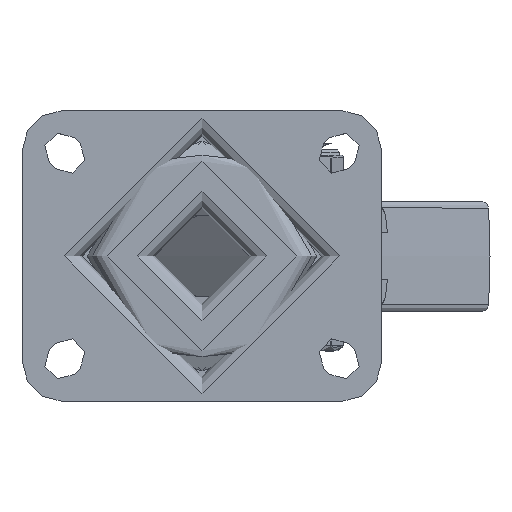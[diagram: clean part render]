
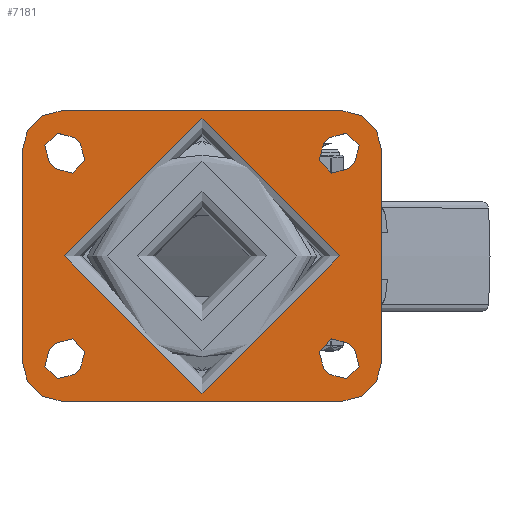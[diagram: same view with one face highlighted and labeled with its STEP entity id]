
A CAD part, top view. The second image highlights one B-rep face of the part: STEP entity #7181.
In plain terms, the highlighted planar face has unit normal (0, 0, 1).
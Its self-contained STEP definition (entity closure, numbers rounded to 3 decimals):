
#537=FACE_BOUND('',#2466,.T.);
#538=FACE_BOUND('',#2467,.T.);
#539=FACE_BOUND('',#2468,.T.);
#540=FACE_BOUND('',#2469,.T.);
#541=FACE_BOUND('',#2470,.T.);
#596=PLANE('',#7829);
#807=LINE('',#10938,#1336);
#808=LINE('',#10939,#1337);
#809=LINE('',#10940,#1338);
#810=LINE('',#10941,#1339);
#811=LINE('',#10942,#1340);
#812=LINE('',#10943,#1341);
#813=LINE('',#10944,#1342);
#814=LINE('',#10945,#1343);
#815=LINE('',#10946,#1344);
#816=LINE('',#10947,#1345);
#817=LINE('',#10948,#1346);
#818=LINE('',#10949,#1347);
#1336=VECTOR('',#8773,1000.);
#1337=VECTOR('',#8774,1000.);
#1338=VECTOR('',#8775,1000.);
#1339=VECTOR('',#8776,1000.);
#1340=VECTOR('',#8777,1000.);
#1341=VECTOR('',#8778,1000.);
#1342=VECTOR('',#8779,1000.);
#1343=VECTOR('',#8780,1000.);
#1344=VECTOR('',#8781,1000.);
#1345=VECTOR('',#8782,1000.);
#1346=VECTOR('',#8783,1000.);
#1347=VECTOR('',#8784,1000.);
#2027=FACE_OUTER_BOUND('',#2465,.T.);
#2465=EDGE_LOOP('',(#5116,#5117,#5118,#5119,#5120,#5121,#5122,#5123));
#2466=EDGE_LOOP('',(#5124));
#2467=EDGE_LOOP('',(#5125,#5126,#5127,#5128));
#2468=EDGE_LOOP('',(#5129,#5130,#5131,#5132));
#2469=EDGE_LOOP('',(#5133,#5134,#5135,#5136));
#2470=EDGE_LOOP('',(#5137,#5138,#5139,#5140));
#2929=CIRCLE('',#7753,5.125);
#2930=CIRCLE('',#7755,5.125);
#2933=CIRCLE('',#7759,5.125);
#2934=CIRCLE('',#7761,5.125);
#2936=CIRCLE('',#7764,5.125);
#2939=CIRCLE('',#7768,5.125);
#2940=CIRCLE('',#7770,5.125);
#2943=CIRCLE('',#7774,5.125);
#2944=CIRCLE('',#7776,12.);
#2946=CIRCLE('',#7779,12.);
#2948=CIRCLE('',#7782,12.);
#2950=CIRCLE('',#7785,12.);
#2953=CIRCLE('',#7790,40.);
#3279=VERTEX_POINT('',#10767);
#3280=VERTEX_POINT('',#10769);
#3281=VERTEX_POINT('',#10773);
#3282=VERTEX_POINT('',#10774);
#3287=VERTEX_POINT('',#10785);
#3288=VERTEX_POINT('',#10787);
#3289=VERTEX_POINT('',#10791);
#3290=VERTEX_POINT('',#10792);
#3293=VERTEX_POINT('',#10800);
#3294=VERTEX_POINT('',#10801);
#3299=VERTEX_POINT('',#10812);
#3300=VERTEX_POINT('',#10814);
#3301=VERTEX_POINT('',#10818);
#3302=VERTEX_POINT('',#10819);
#3307=VERTEX_POINT('',#10830);
#3308=VERTEX_POINT('',#10832);
#3309=VERTEX_POINT('',#10836);
#3310=VERTEX_POINT('',#10837);
#3313=VERTEX_POINT('',#10845);
#3314=VERTEX_POINT('',#10846);
#3317=VERTEX_POINT('',#10854);
#3318=VERTEX_POINT('',#10855);
#3321=VERTEX_POINT('',#10863);
#3322=VERTEX_POINT('',#10864);
#3326=VERTEX_POINT('',#10876);
#3946=EDGE_CURVE('',#3280,#3279,#2929,.T.);
#3948=EDGE_CURVE('',#3281,#3282,#2930,.T.);
#3954=EDGE_CURVE('',#3288,#3287,#2933,.T.);
#3956=EDGE_CURVE('',#3289,#3290,#2934,.T.);
#3960=EDGE_CURVE('',#3293,#3294,#2936,.T.);
#3966=EDGE_CURVE('',#3300,#3299,#2939,.T.);
#3968=EDGE_CURVE('',#3301,#3302,#2940,.T.);
#3974=EDGE_CURVE('',#3308,#3307,#2943,.T.);
#3976=EDGE_CURVE('',#3309,#3310,#2944,.T.);
#3980=EDGE_CURVE('',#3313,#3314,#2946,.T.);
#3984=EDGE_CURVE('',#3317,#3318,#2948,.T.);
#3988=EDGE_CURVE('',#3321,#3322,#2950,.T.);
#3994=EDGE_CURVE('',#3326,#3326,#2953,.T.);
#4023=EDGE_CURVE('',#3318,#3321,#807,.T.);
#4024=EDGE_CURVE('',#3314,#3317,#808,.T.);
#4025=EDGE_CURVE('',#3310,#3313,#809,.T.);
#4026=EDGE_CURVE('',#3322,#3309,#810,.T.);
#4027=EDGE_CURVE('',#3302,#3308,#811,.T.);
#4028=EDGE_CURVE('',#3307,#3301,#812,.T.);
#4029=EDGE_CURVE('',#3294,#3300,#813,.T.);
#4030=EDGE_CURVE('',#3299,#3293,#814,.T.);
#4031=EDGE_CURVE('',#3287,#3289,#815,.T.);
#4032=EDGE_CURVE('',#3290,#3288,#816,.T.);
#4033=EDGE_CURVE('',#3279,#3281,#817,.T.);
#4034=EDGE_CURVE('',#3282,#3280,#818,.T.);
#5116=ORIENTED_EDGE('',*,*,#3988,.F.);
#5117=ORIENTED_EDGE('',*,*,#4023,.F.);
#5118=ORIENTED_EDGE('',*,*,#3984,.F.);
#5119=ORIENTED_EDGE('',*,*,#4024,.F.);
#5120=ORIENTED_EDGE('',*,*,#3980,.F.);
#5121=ORIENTED_EDGE('',*,*,#4025,.F.);
#5122=ORIENTED_EDGE('',*,*,#3976,.F.);
#5123=ORIENTED_EDGE('',*,*,#4026,.F.);
#5124=ORIENTED_EDGE('',*,*,#3994,.F.);
#5125=ORIENTED_EDGE('',*,*,#4027,.T.);
#5126=ORIENTED_EDGE('',*,*,#3974,.T.);
#5127=ORIENTED_EDGE('',*,*,#4028,.T.);
#5128=ORIENTED_EDGE('',*,*,#3968,.T.);
#5129=ORIENTED_EDGE('',*,*,#4029,.T.);
#5130=ORIENTED_EDGE('',*,*,#3966,.T.);
#5131=ORIENTED_EDGE('',*,*,#4030,.T.);
#5132=ORIENTED_EDGE('',*,*,#3960,.T.);
#5133=ORIENTED_EDGE('',*,*,#4031,.T.);
#5134=ORIENTED_EDGE('',*,*,#3956,.T.);
#5135=ORIENTED_EDGE('',*,*,#4032,.T.);
#5136=ORIENTED_EDGE('',*,*,#3954,.T.);
#5137=ORIENTED_EDGE('',*,*,#4033,.T.);
#5138=ORIENTED_EDGE('',*,*,#3948,.T.);
#5139=ORIENTED_EDGE('',*,*,#4034,.T.);
#5140=ORIENTED_EDGE('',*,*,#3946,.T.);
#7181=ADVANCED_FACE('',(#2027,#537,#538,#539,#540,#541),#596,.T.);
#7753=AXIS2_PLACEMENT_3D('',#10770,#8591,#8592);
#7755=AXIS2_PLACEMENT_3D('',#10775,#8596,#8597);
#7759=AXIS2_PLACEMENT_3D('',#10788,#8607,#8608);
#7761=AXIS2_PLACEMENT_3D('',#10793,#8612,#8613);
#7764=AXIS2_PLACEMENT_3D('',#10802,#8620,#8621);
#7768=AXIS2_PLACEMENT_3D('',#10815,#8631,#8632);
#7770=AXIS2_PLACEMENT_3D('',#10820,#8636,#8637);
#7774=AXIS2_PLACEMENT_3D('',#10833,#8647,#8648);
#7776=AXIS2_PLACEMENT_3D('',#10838,#8652,#8653);
#7779=AXIS2_PLACEMENT_3D('',#10847,#8660,#8661);
#7782=AXIS2_PLACEMENT_3D('',#10856,#8668,#8669);
#7785=AXIS2_PLACEMENT_3D('',#10865,#8676,#8677);
#7790=AXIS2_PLACEMENT_3D('',#10877,#8689,#8690);
#7829=AXIS2_PLACEMENT_3D('',#10937,#8771,#8772);
#8591=DIRECTION('center_axis',(0.,0.,-1.));
#8592=DIRECTION('ref_axis',(-1.,0.,0.));
#8596=DIRECTION('center_axis',(0.,0.,-1.));
#8597=DIRECTION('ref_axis',(-1.,0.,0.));
#8607=DIRECTION('center_axis',(0.,0.,-1.));
#8608=DIRECTION('ref_axis',(-1.,0.,0.));
#8612=DIRECTION('center_axis',(0.,0.,-1.));
#8613=DIRECTION('ref_axis',(-1.,0.,0.));
#8620=DIRECTION('center_axis',(0.,0.,-1.));
#8621=DIRECTION('ref_axis',(1.,0.,0.));
#8631=DIRECTION('center_axis',(0.,0.,-1.));
#8632=DIRECTION('ref_axis',(1.,0.,0.));
#8636=DIRECTION('center_axis',(0.,0.,-1.));
#8637=DIRECTION('ref_axis',(1.,0.,0.));
#8647=DIRECTION('center_axis',(0.,0.,-1.));
#8648=DIRECTION('ref_axis',(1.,0.,0.));
#8652=DIRECTION('center_axis',(0.,0.,-1.));
#8653=DIRECTION('ref_axis',(-0.707,0.707,0.));
#8660=DIRECTION('center_axis',(0.,0.,-1.));
#8661=DIRECTION('ref_axis',(0.707,0.707,0.));
#8668=DIRECTION('center_axis',(0.,0.,-1.));
#8669=DIRECTION('ref_axis',(0.707,-0.707,0.));
#8676=DIRECTION('center_axis',(0.,0.,-1.));
#8677=DIRECTION('ref_axis',(-0.707,-0.707,0.));
#8689=DIRECTION('center_axis',(0.,0.,1.));
#8690=DIRECTION('ref_axis',(1.,0.,0.));
#8771=DIRECTION('center_axis',(0.,0.,1.));
#8772=DIRECTION('ref_axis',(1.,0.,0.));
#8773=DIRECTION('',(-1.,0.,0.));
#8774=DIRECTION('',(0.,-1.,0.));
#8775=DIRECTION('',(1.,0.,0.));
#8776=DIRECTION('',(0.,1.,0.));
#8777=DIRECTION('',(-0.707,0.707,0.));
#8778=DIRECTION('',(0.707,-0.707,0.));
#8779=DIRECTION('',(-0.707,-0.707,0.));
#8780=DIRECTION('',(0.707,0.707,0.));
#8781=DIRECTION('',(-0.707,-0.707,0.));
#8782=DIRECTION('',(0.707,0.707,0.));
#8783=DIRECTION('',(-0.707,0.707,0.));
#8784=DIRECTION('',(0.707,-0.707,0.));
#10767=CARTESIAN_POINT('',(37.26,-34.508,0.));
#10769=CARTESIAN_POINT('',(44.508,-27.26,0.));
#10770=CARTESIAN_POINT('Origin',(40.884,-30.884,0.));
#10773=CARTESIAN_POINT('',(35.492,-32.74,0.));
#10774=CARTESIAN_POINT('',(42.74,-25.492,0.));
#10775=CARTESIAN_POINT('Origin',(39.116,-29.116,0.));
#10785=CARTESIAN_POINT('',(44.508,27.26,0.));
#10787=CARTESIAN_POINT('',(37.26,34.508,0.));
#10788=CARTESIAN_POINT('Origin',(40.884,30.884,0.));
#10791=CARTESIAN_POINT('',(42.74,25.492,0.));
#10792=CARTESIAN_POINT('',(35.492,32.74,0.));
#10793=CARTESIAN_POINT('Origin',(39.116,29.116,0.));
#10800=CARTESIAN_POINT('',(-42.74,-25.492,0.));
#10801=CARTESIAN_POINT('',(-35.492,-32.74,0.));
#10802=CARTESIAN_POINT('Origin',(-39.116,-29.116,0.));
#10812=CARTESIAN_POINT('',(-44.508,-27.26,0.));
#10814=CARTESIAN_POINT('',(-37.26,-34.508,0.));
#10815=CARTESIAN_POINT('Origin',(-40.884,-30.884,0.));
#10818=CARTESIAN_POINT('',(-35.492,32.74,0.));
#10819=CARTESIAN_POINT('',(-42.74,25.492,0.));
#10820=CARTESIAN_POINT('Origin',(-39.116,29.116,0.));
#10830=CARTESIAN_POINT('',(-37.26,34.508,0.));
#10832=CARTESIAN_POINT('',(-44.508,27.26,0.));
#10833=CARTESIAN_POINT('Origin',(-40.884,30.884,0.));
#10836=CARTESIAN_POINT('',(-52.5,30.5,0.));
#10837=CARTESIAN_POINT('',(-40.5,42.5,0.));
#10838=CARTESIAN_POINT('Origin',(-40.5,30.5,0.));
#10845=CARTESIAN_POINT('',(40.5,42.5,0.));
#10846=CARTESIAN_POINT('',(52.5,30.5,0.));
#10847=CARTESIAN_POINT('Origin',(40.5,30.5,0.));
#10854=CARTESIAN_POINT('',(52.5,-30.5,0.));
#10855=CARTESIAN_POINT('',(40.5,-42.5,0.));
#10856=CARTESIAN_POINT('Origin',(40.5,-30.5,0.));
#10863=CARTESIAN_POINT('',(-40.5,-42.5,0.));
#10864=CARTESIAN_POINT('',(-52.5,-30.5,0.));
#10865=CARTESIAN_POINT('Origin',(-40.5,-30.5,0.));
#10876=CARTESIAN_POINT('',(40.,0.,0.));
#10877=CARTESIAN_POINT('Origin',(0.,0.,0.));
#10937=CARTESIAN_POINT('Origin',(0.,0.,0.));
#10938=CARTESIAN_POINT('',(52.5,-42.5,0.));
#10939=CARTESIAN_POINT('',(52.5,42.5,0.));
#10940=CARTESIAN_POINT('',(-52.5,42.5,0.));
#10941=CARTESIAN_POINT('',(-52.5,-42.5,0.));
#10942=CARTESIAN_POINT('',(-44.508,27.26,0.));
#10943=CARTESIAN_POINT('',(-37.26,34.508,0.));
#10944=CARTESIAN_POINT('',(-37.26,-34.508,0.));
#10945=CARTESIAN_POINT('',(-44.508,-27.26,0.));
#10946=CARTESIAN_POINT('',(44.508,27.26,0.));
#10947=CARTESIAN_POINT('',(37.26,34.508,0.));
#10948=CARTESIAN_POINT('',(37.26,-34.508,0.));
#10949=CARTESIAN_POINT('',(44.508,-27.26,0.));
